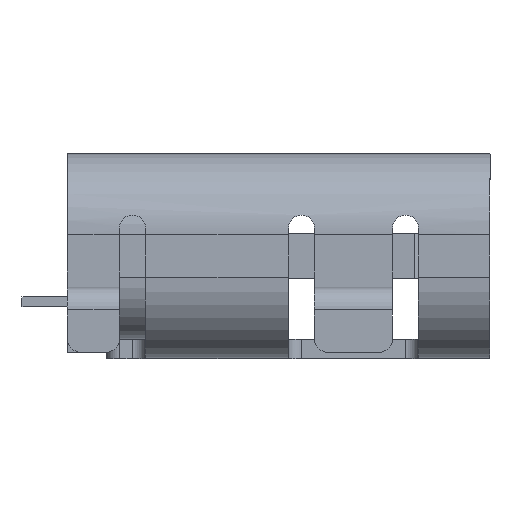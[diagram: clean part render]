
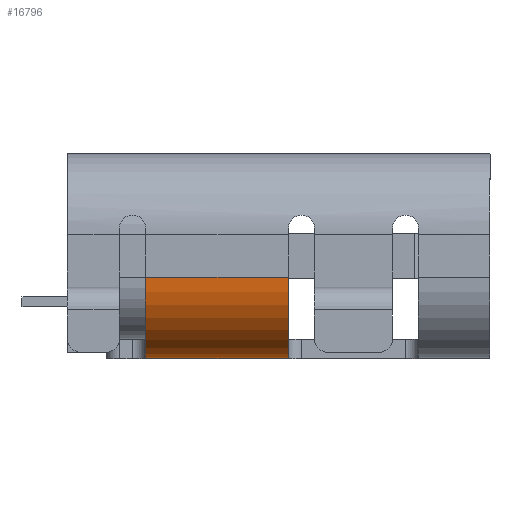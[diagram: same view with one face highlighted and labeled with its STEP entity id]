
A CAD part, left-side view. The second image highlights one B-rep face of the part: STEP entity #16796.
In plain terms, the highlighted cylindrical face has radius 1.25 mm (diameter 2.5 mm), a partial arc.
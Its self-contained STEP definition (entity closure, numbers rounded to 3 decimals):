
#6500 = PLANE('',#6501);
#6501 = AXIS2_PLACEMENT_3D('',#6502,#6503,#6504);
#6502 = CARTESIAN_POINT('',(-3.22,3.25,-1.58));
#6503 = DIRECTION('',(0.,0.,-1.));
#6504 = DIRECTION('',(0.,1.,0.));
#7497 = VERTEX_POINT('',#7498);
#7498 = CARTESIAN_POINT('',(-3.22,-0.15,-1.58));
#7512 = PLANE('',#7513);
#7513 = AXIS2_PLACEMENT_3D('',#7514,#7515,#7516);
#7514 = CARTESIAN_POINT('',(-2.27,-0.15,0.63));
#7515 = DIRECTION('',(0.,1.,0.));
#7516 = DIRECTION('',(0.,0.,1.));
#7524 = EDGE_CURVE('',#7525,#7497,#7527,.T.);
#7525 = VERTEX_POINT('',#7526);
#7526 = CARTESIAN_POINT('',(-3.22,2.05,-1.58));
#7527 = SURFACE_CURVE('',#7528,(#7532,#7539),.PCURVE_S1.);
#7528 = LINE('',#7529,#7530);
#7529 = CARTESIAN_POINT('',(-3.22,3.25,-1.58));
#7530 = VECTOR('',#7531,1.);
#7531 = DIRECTION('',(0.,-1.,0.));
#7532 = PCURVE('',#6500,#7533);
#7533 = DEFINITIONAL_REPRESENTATION('',(#7534),#7538);
#7534 = LINE('',#7535,#7536);
#7535 = CARTESIAN_POINT('',(0.,0.));
#7536 = VECTOR('',#7537,1.);
#7537 = DIRECTION('',(-1.,0.));
#7538 = ( GEOMETRIC_REPRESENTATION_CONTEXT(2) 
PARAMETRIC_REPRESENTATION_CONTEXT() REPRESENTATION_CONTEXT('2D SPACE',''
  ) );
#7539 = PCURVE('',#7540,#7545);
#7540 = CYLINDRICAL_SURFACE('',#7541,1.25);
#7541 = AXIS2_PLACEMENT_3D('',#7542,#7543,#7544);
#7542 = CARTESIAN_POINT('',(-3.22,3.25,-0.33));
#7543 = DIRECTION('',(0.,-1.,0.));
#7544 = DIRECTION('',(-1.,-0.,0.));
#7545 = DEFINITIONAL_REPRESENTATION('',(#7546),#7550);
#7546 = LINE('',#7547,#7548);
#7547 = CARTESIAN_POINT('',(1.571,0.));
#7548 = VECTOR('',#7549,1.);
#7549 = DIRECTION('',(0.,1.));
#7550 = ( GEOMETRIC_REPRESENTATION_CONTEXT(2) 
PARAMETRIC_REPRESENTATION_CONTEXT() REPRESENTATION_CONTEXT('2D SPACE',''
  ) );
#7568 = PLANE('',#7569);
#7569 = AXIS2_PLACEMENT_3D('',#7570,#7571,#7572);
#7570 = CARTESIAN_POINT('',(-4.47,2.05,0.63));
#7571 = DIRECTION('',(0.,-1.,0.));
#7572 = DIRECTION('',(1.,0.,0.));
#14307 = EDGE_CURVE('',#14308,#7525,#14310,.T.);
#14308 = VERTEX_POINT('',#14309);
#14309 = CARTESIAN_POINT('',(-4.47,2.05,-0.33));
#14310 = SURFACE_CURVE('',#14311,(#14316,#14323),.PCURVE_S1.);
#14311 = CIRCLE('',#14312,1.25);
#14312 = AXIS2_PLACEMENT_3D('',#14313,#14314,#14315);
#14313 = CARTESIAN_POINT('',(-3.22,2.05,-0.33));
#14314 = DIRECTION('',(0.,-1.,0.));
#14315 = DIRECTION('',(-1.,-0.,0.));
#14316 = PCURVE('',#7568,#14317);
#14317 = DEFINITIONAL_REPRESENTATION('',(#14318),#14322);
#14318 = CIRCLE('',#14319,1.25);
#14319 = AXIS2_PLACEMENT_2D('',#14320,#14321);
#14320 = CARTESIAN_POINT('',(1.25,-0.96));
#14321 = DIRECTION('',(-1.,0.));
#14322 = ( GEOMETRIC_REPRESENTATION_CONTEXT(2) 
PARAMETRIC_REPRESENTATION_CONTEXT() REPRESENTATION_CONTEXT('2D SPACE',''
  ) );
#14323 = PCURVE('',#7540,#14324);
#14324 = DEFINITIONAL_REPRESENTATION('',(#14325),#14329);
#14325 = LINE('',#14326,#14327);
#14326 = CARTESIAN_POINT('',(0.,1.2));
#14327 = VECTOR('',#14328,1.);
#14328 = DIRECTION('',(1.,0.));
#14329 = ( GEOMETRIC_REPRESENTATION_CONTEXT(2) 
PARAMETRIC_REPRESENTATION_CONTEXT() REPRESENTATION_CONTEXT('2D SPACE',''
  ) );
#14347 = PLANE('',#14348);
#14348 = AXIS2_PLACEMENT_3D('',#14349,#14350,#14351);
#14349 = CARTESIAN_POINT('',(-4.47,3.25,-0.33));
#14350 = DIRECTION('',(-1.,0.,0.));
#14351 = DIRECTION('',(0.,1.,0.));
#16796 = ADVANCED_FACE('',(#16797),#7540,.T.);
#16797 = FACE_BOUND('',#16798,.T.);
#16798 = EDGE_LOOP('',(#16799,#16800,#16801,#16825));
#16799 = ORIENTED_EDGE('',*,*,#14307,.T.);
#16800 = ORIENTED_EDGE('',*,*,#7524,.T.);
#16801 = ORIENTED_EDGE('',*,*,#16802,.T.);
#16802 = EDGE_CURVE('',#7497,#16803,#16805,.T.);
#16803 = VERTEX_POINT('',#16804);
#16804 = CARTESIAN_POINT('',(-4.47,-0.15,-0.33));
#16805 = SURFACE_CURVE('',#16806,(#16811,#16818),.PCURVE_S1.);
#16806 = CIRCLE('',#16807,1.25);
#16807 = AXIS2_PLACEMENT_3D('',#16808,#16809,#16810);
#16808 = CARTESIAN_POINT('',(-3.22,-0.15,-0.33));
#16809 = DIRECTION('',(-0.,1.,0.));
#16810 = DIRECTION('',(0.,0.,1.));
#16811 = PCURVE('',#7540,#16812);
#16812 = DEFINITIONAL_REPRESENTATION('',(#16813),#16817);
#16813 = LINE('',#16814,#16815);
#16814 = CARTESIAN_POINT('',(4.712,3.4));
#16815 = VECTOR('',#16816,1.);
#16816 = DIRECTION('',(-1.,0.));
#16817 = ( GEOMETRIC_REPRESENTATION_CONTEXT(2) 
PARAMETRIC_REPRESENTATION_CONTEXT() REPRESENTATION_CONTEXT('2D SPACE',''
  ) );
#16818 = PCURVE('',#7512,#16819);
#16819 = DEFINITIONAL_REPRESENTATION('',(#16820),#16824);
#16820 = CIRCLE('',#16821,1.25);
#16821 = AXIS2_PLACEMENT_2D('',#16822,#16823);
#16822 = CARTESIAN_POINT('',(-0.96,-0.95));
#16823 = DIRECTION('',(1.,0.));
#16824 = ( GEOMETRIC_REPRESENTATION_CONTEXT(2) 
PARAMETRIC_REPRESENTATION_CONTEXT() REPRESENTATION_CONTEXT('2D SPACE',''
  ) );
#16825 = ORIENTED_EDGE('',*,*,#16826,.F.);
#16826 = EDGE_CURVE('',#14308,#16803,#16827,.T.);
#16827 = SURFACE_CURVE('',#16828,(#16832,#16839),.PCURVE_S1.);
#16828 = LINE('',#16829,#16830);
#16829 = CARTESIAN_POINT('',(-4.47,3.25,-0.33));
#16830 = VECTOR('',#16831,1.);
#16831 = DIRECTION('',(0.,-1.,0.));
#16832 = PCURVE('',#7540,#16833);
#16833 = DEFINITIONAL_REPRESENTATION('',(#16834),#16838);
#16834 = LINE('',#16835,#16836);
#16835 = CARTESIAN_POINT('',(0.,0.));
#16836 = VECTOR('',#16837,1.);
#16837 = DIRECTION('',(0.,1.));
#16838 = ( GEOMETRIC_REPRESENTATION_CONTEXT(2) 
PARAMETRIC_REPRESENTATION_CONTEXT() REPRESENTATION_CONTEXT('2D SPACE',''
  ) );
#16839 = PCURVE('',#14347,#16840);
#16840 = DEFINITIONAL_REPRESENTATION('',(#16841),#16845);
#16841 = LINE('',#16842,#16843);
#16842 = CARTESIAN_POINT('',(0.,0.));
#16843 = VECTOR('',#16844,1.);
#16844 = DIRECTION('',(-1.,0.));
#16845 = ( GEOMETRIC_REPRESENTATION_CONTEXT(2) 
PARAMETRIC_REPRESENTATION_CONTEXT() REPRESENTATION_CONTEXT('2D SPACE',''
  ) );
